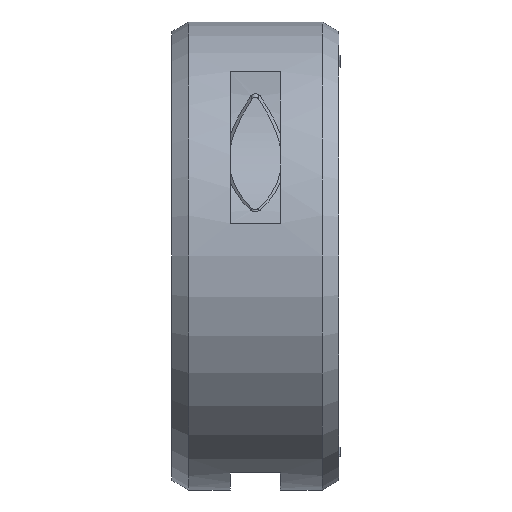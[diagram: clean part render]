
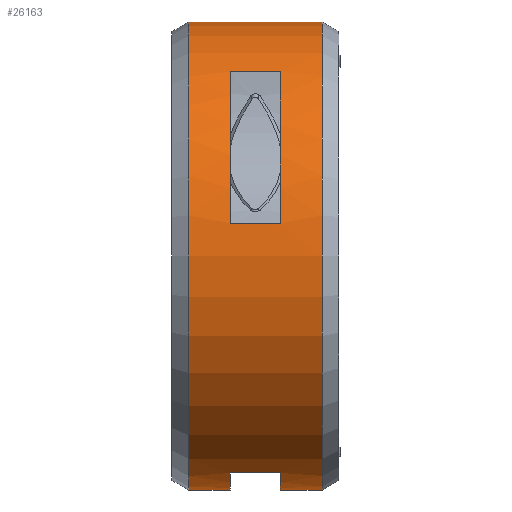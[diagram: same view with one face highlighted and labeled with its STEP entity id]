
A CAD part, left-side view. The second image highlights one B-rep face of the part: STEP entity #26163.
In plain terms, the highlighted cylindrical face has radius 14 mm (diameter 28 mm), a partial arc.
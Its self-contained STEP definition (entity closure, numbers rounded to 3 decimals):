
#24622=CARTESIAN_POINT('',(0.,4.,0.));
#24623=DIRECTION('',(0.,1.,0.));
#24624=DIRECTION('',(0.,0.,-1.));
#24625=AXIS2_PLACEMENT_3D('',#24622,#24623,#24624);
#24989=CARTESIAN_POINT('',(0.,-1.5,0.));
#24990=DIRECTION('',(0.,-1.,0.));
#24991=DIRECTION('',(-0.374,0.,-0.927));
#24992=AXIS2_PLACEMENT_3D('',#24989,#24990,#24991);
#24997=DIRECTION('',(0.,-1.,0.));
#24998=VECTOR('',#24997,3.);
#24999=CARTESIAN_POINT('',(-5.24,1.5,-12.983));
#25000=LINE('',#24999,#24998);
#25004=CARTESIAN_POINT('',(0.,1.5,0.));
#25005=DIRECTION('',(0.,-1.,0.));
#25006=DIRECTION('',(-0.374,0.,-0.927));
#25007=AXIS2_PLACEMENT_3D('',#25004,#25005,#25006);
#25012=DIRECTION('',(0.,1.,0.));
#25013=VECTOR('',#25012,2.5);
#25014=CARTESIAN_POINT('',(0.,1.5,-14.));
#25015=LINE('',#25014,#25013);
#25019=DIRECTION('',(0.,1.,0.));
#25020=VECTOR('',#25019,8.);
#25021=CARTESIAN_POINT('',(0.,-4.,14.));
#25022=LINE('',#25021,#25020);
#25026=CARTESIAN_POINT('',(0.,-4.,0.));
#25027=DIRECTION('',(0.,1.,0.));
#25028=DIRECTION('',(0.,0.,-1.));
#25029=AXIS2_PLACEMENT_3D('',#25026,#25027,#25028);
#25034=DIRECTION('',(0.,1.,0.));
#25035=VECTOR('',#25034,2.5);
#25036=CARTESIAN_POINT('',(0.,-4.,-14.));
#25037=LINE('',#25036,#25035);
#25041=CARTESIAN_POINT('',(0.,-1.5,0.));
#25042=DIRECTION('',(0.,-1.,0.));
#25043=DIRECTION('',(-0.616,0.,0.788));
#25044=AXIS2_PLACEMENT_3D('',#25041,#25042,#25043);
#25049=DIRECTION('',(0.,-1.,0.));
#25050=VECTOR('',#25049,3.);
#25051=CARTESIAN_POINT('',(-8.623,1.5,11.029));
#25052=LINE('',#25051,#25050);
#25056=CARTESIAN_POINT('',(0.,1.5,0.));
#25057=DIRECTION('',(0.,-1.,0.));
#25058=DIRECTION('',(-0.616,0.,0.788));
#25059=AXIS2_PLACEMENT_3D('',#25056,#25057,#25058);
#25064=DIRECTION('',(0.,-1.,0.));
#25065=VECTOR('',#25064,3.);
#25066=CARTESIAN_POINT('',(-13.863,1.5,1.954));
#25067=LINE('',#25066,#25065);
#25438=CARTESIAN_POINT('',(0.,-4.,-14.));
#25440=VERTEX_POINT('',#25438);
#25441=CARTESIAN_POINT('',(0.,4.,-14.));
#25443=VERTEX_POINT('',#25441);
#25470=CARTESIAN_POINT('',(0.,-4.,14.));
#25472=VERTEX_POINT('',#25470);
#25473=CARTESIAN_POINT('',(0.,4.,14.));
#25474=VERTEX_POINT('',#25473);
#25487=CARTESIAN_POINT('',(0.,-1.5,-14.));
#25489=VERTEX_POINT('',#25487);
#25491=CARTESIAN_POINT('',(0.,1.5,-14.));
#25493=VERTEX_POINT('',#25491);
#25501=CARTESIAN_POINT('',(-5.24,-1.5,-12.983));
#25502=VERTEX_POINT('',#25501);
#25503=CARTESIAN_POINT('',(-5.24,1.5,-12.983));
#25504=VERTEX_POINT('',#25503);
#25537=CARTESIAN_POINT('',(-8.623,-1.5,11.029));
#25538=CARTESIAN_POINT('',(-13.863,-1.5,1.954));
#25539=VERTEX_POINT('',#25537);
#25540=VERTEX_POINT('',#25538);
#25541=CARTESIAN_POINT('',(-8.623,1.5,11.029));
#25542=CARTESIAN_POINT('',(-13.863,1.5,1.954));
#25543=VERTEX_POINT('',#25541);
#25544=VERTEX_POINT('',#25542);
#26137=CARTESIAN_POINT('',(0.,14.493,0.));
#26138=DIRECTION('',(0.,-1.,0.));
#26139=DIRECTION('',(0.,0.,1.));
#26140=AXIS2_PLACEMENT_3D('',#26137,#26138,#26139);
#26141=CYLINDRICAL_SURFACE('',#26140,14.);
#26142=ORIENTED_EDGE('',*,*,#25831,.F.);
#26143=ORIENTED_EDGE('',*,*,#26098,.F.);
#26144=ORIENTED_EDGE('',*,*,#26122,.T.);
#26145=ORIENTED_EDGE('',*,*,#25794,.T.);
#26146=ORIENTED_EDGE('',*,*,#25748,.T.);
#26147=ORIENTED_EDGE('',*,*,#25791,.F.);
#26149=ORIENTED_EDGE('',*,*,#26148,.F.);
#26150=ORIENTED_EDGE('',*,*,#25787,.T.);
#26151=EDGE_LOOP('',(#26142,#26143,#26144,#26145,#26146,#26147,#26149,#26150));
#26152=FACE_OUTER_BOUND('',#26151,.F.);
#26154=ORIENTED_EDGE('',*,*,#26153,.F.);
#26156=ORIENTED_EDGE('',*,*,#26155,.F.);
#26158=ORIENTED_EDGE('',*,*,#26157,.T.);
#26160=ORIENTED_EDGE('',*,*,#26159,.T.);
#26161=EDGE_LOOP('',(#26154,#26156,#26158,#26160));
#26162=FACE_BOUND('',#26161,.F.);
#24626=CIRCLE('',#24625,14.);
#24993=CIRCLE('',#24992,14.);
#25008=CIRCLE('',#25007,14.);
#25030=CIRCLE('',#25029,14.);
#25045=CIRCLE('',#25044,14.);
#25060=CIRCLE('',#25059,14.);
#25748=EDGE_CURVE('',#25443,#25474,#24626,.T.);
#25787=EDGE_CURVE('',#25440,#25489,#25037,.T.);
#25791=EDGE_CURVE('',#25472,#25474,#25022,.T.);
#25794=EDGE_CURVE('',#25493,#25443,#25015,.T.);
#25831=EDGE_CURVE('',#25502,#25489,#24993,.T.);
#26098=EDGE_CURVE('',#25504,#25502,#25000,.T.);
#26122=EDGE_CURVE('',#25504,#25493,#25008,.T.);
#26148=EDGE_CURVE('',#25440,#25472,#25030,.T.);
#26153=EDGE_CURVE('',#25539,#25540,#25045,.T.);
#26155=EDGE_CURVE('',#25543,#25539,#25052,.T.);
#26157=EDGE_CURVE('',#25543,#25544,#25060,.T.);
#26159=EDGE_CURVE('',#25544,#25540,#25067,.T.);
#26163=ADVANCED_FACE('',(#26152,#26162),#26141,.T.);
